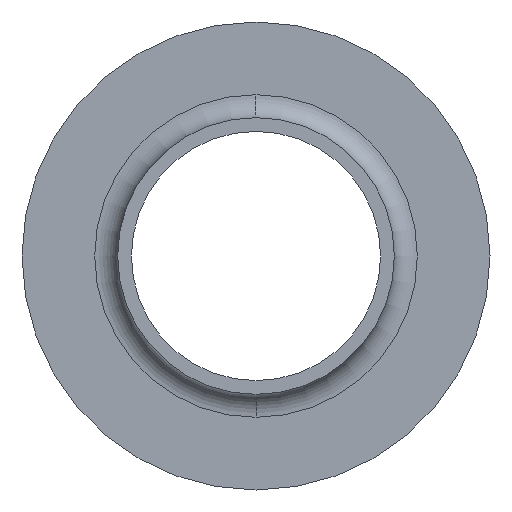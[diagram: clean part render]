
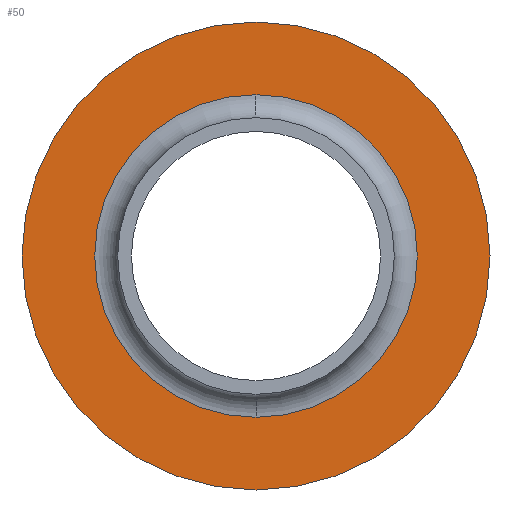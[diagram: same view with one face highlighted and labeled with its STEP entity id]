
A CAD part, front view. The second image highlights one B-rep face of the part: STEP entity #50.
In plain terms, the highlighted planar face has unit normal (0, -1, 0).
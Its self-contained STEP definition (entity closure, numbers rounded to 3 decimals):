
#50=ADVANCED_FACE('',(#100,#101),#102,.T.);
#100=FACE_OUTER_BOUND('',#150,.T.);
#101=FACE_BOUND('',#151,.T.);
#102=PLANE('',#152);
#150=EDGE_LOOP('',(#230,#231));
#151=EDGE_LOOP('',(#232,#233,#234));
#152=AXIS2_PLACEMENT_3D('',#235,#236,#237);
#230=ORIENTED_EDGE('',*,*,#311,.F.);
#231=ORIENTED_EDGE('',*,*,#324,.F.);
#232=ORIENTED_EDGE('',*,*,#318,.T.);
#233=ORIENTED_EDGE('',*,*,#321,.T.);
#234=ORIENTED_EDGE('',*,*,#319,.T.);
#235=CARTESIAN_POINT('',(-43.075,-4.0,0.0));
#236=DIRECTION('',(0.0,-1.0,0.0));
#237=DIRECTION('',(1.0,0.0,0.0));
#311=EDGE_CURVE('',#369,#372,#373,.T.);
#318=EDGE_CURVE('',#384,#382,#385,.T.);
#319=EDGE_CURVE('',#379,#384,#386,.T.);
#321=EDGE_CURVE('',#382,#379,#388,.T.);
#324=EDGE_CURVE('',#372,#369,#391,.T.);
#369=VERTEX_POINT('',#441);
#372=VERTEX_POINT('',#445);
#373=CIRCLE('',#446,51.0);
#379=VERTEX_POINT('',#453);
#382=VERTEX_POINT('',#456);
#384=VERTEX_POINT('',#458);
#385=CIRCLE('',#459,35.15);
#386=CIRCLE('',#460,35.15);
#388=CIRCLE('',#462,35.15);
#391=CIRCLE('',#465,51.0);
#441=CARTESIAN_POINT('',(-51.0,-4.0,0.0));
#445=CARTESIAN_POINT('',(51.0,-4.0,0.));
#446=AXIS2_PLACEMENT_3D('',#515,#516,#517);
#453=CARTESIAN_POINT('',(0.,-4.0,-35.15));
#456=CARTESIAN_POINT('',(0.,-4.0,35.15));
#458=CARTESIAN_POINT('',(-35.15,-4.0,0.0));
#459=AXIS2_PLACEMENT_3D('',#531,#532,#533);
#460=AXIS2_PLACEMENT_3D('',#534,#535,#536);
#462=AXIS2_PLACEMENT_3D('',#537,#538,#539);
#465=AXIS2_PLACEMENT_3D('',#543,#544,#545);
#515=CARTESIAN_POINT('',(0.0,-4.0,0.0));
#516=DIRECTION('',(0.0,1.0,0.0));
#517=DIRECTION('',(-1.0,0.0,0.0));
#531=CARTESIAN_POINT('',(0.0,-4.0,0.0));
#532=DIRECTION('',(0.0,1.0,0.0));
#533=DIRECTION('',(-1.0,0.0,0.0));
#534=CARTESIAN_POINT('',(0.0,-4.0,0.0));
#535=DIRECTION('',(0.0,1.0,0.0));
#536=DIRECTION('',(-1.0,0.0,0.0));
#537=CARTESIAN_POINT('',(0.0,-4.0,0.0));
#538=DIRECTION('',(0.0,1.0,0.0));
#539=DIRECTION('',(-1.0,0.0,0.0));
#543=CARTESIAN_POINT('',(0.0,-4.0,0.0));
#544=DIRECTION('',(0.0,1.0,0.0));
#545=DIRECTION('',(-1.0,0.0,0.0));
